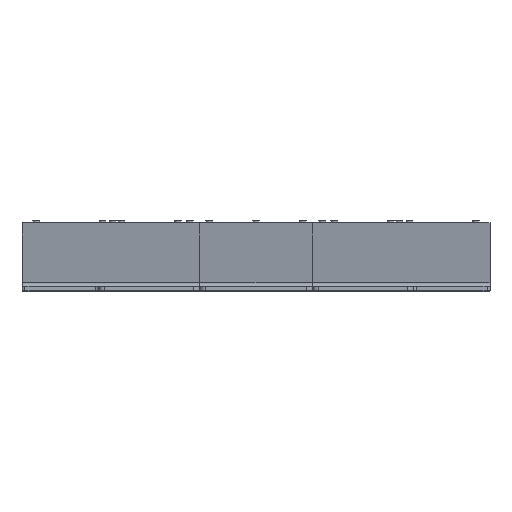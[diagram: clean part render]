
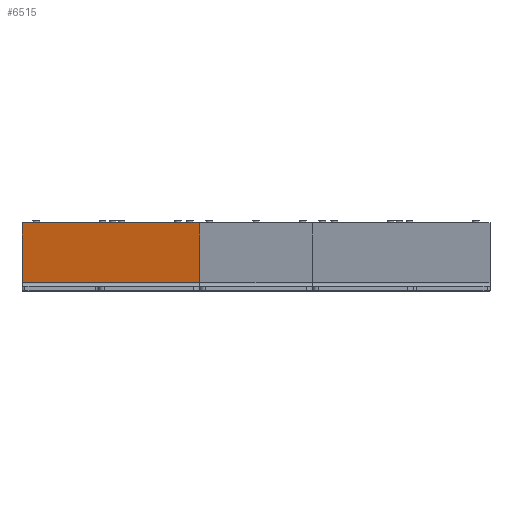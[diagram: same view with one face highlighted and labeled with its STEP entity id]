
A CAD part, left-side view. The second image highlights one B-rep face of the part: STEP entity #6515.
In plain terms, the highlighted planar face has unit normal (-0.985, 0, -0.174).
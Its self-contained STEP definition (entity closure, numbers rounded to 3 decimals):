
#500=PLANE('',#7058);
#688=FACE_OUTER_BOUND('',#1126,.T.);
#1126=EDGE_LOOP('',(#4686,#4687,#4688,#4689));
#1563=LINE('',#9664,#2003);
#1570=LINE('',#9683,#2010);
#1594=LINE('',#10264,#2034);
#1600=LINE('',#10281,#2040);
#2003=VECTOR('',#7830,10.);
#2010=VECTOR('',#7845,10.);
#2034=VECTOR('',#7949,10.);
#2040=VECTOR('',#7973,10.);
#2804=VERTEX_POINT('',#9661);
#2805=VERTEX_POINT('',#9663);
#2813=VERTEX_POINT('',#9681);
#2851=VERTEX_POINT('',#10263);
#3426=EDGE_CURVE('',#2804,#2805,#1563,.T.);
#3436=EDGE_CURVE('',#2813,#2804,#1570,.T.);
#3509=EDGE_CURVE('',#2805,#2851,#1594,.T.);
#3518=EDGE_CURVE('',#2851,#2813,#1600,.T.);
#4686=ORIENTED_EDGE('',*,*,#3436,.F.);
#4687=ORIENTED_EDGE('',*,*,#3518,.F.);
#4688=ORIENTED_EDGE('',*,*,#3509,.F.);
#4689=ORIENTED_EDGE('',*,*,#3426,.F.);
#6515=ADVANCED_FACE('',(#688),#500,.F.);
#7058=AXIS2_PLACEMENT_3D('',#10282,#7974,#7975);
#7830=DIRECTION('',(0.174,0.,-0.985));
#7845=DIRECTION('',(0.,-1.,0.));
#7949=DIRECTION('',(0.,1.,0.));
#7973=DIRECTION('',(-0.174,0.,0.985));
#7974=DIRECTION('center_axis',(0.985,0.,0.174));
#7975=DIRECTION('ref_axis',(0.174,0.,-0.985));
#9661=CARTESIAN_POINT('',(18.102,-178.,68.6));
#9663=CARTESIAN_POINT('',(28.766,-178.,8.121));
#9664=CARTESIAN_POINT('',(22.262,-178.,45.004));
#9681=CARTESIAN_POINT('',(18.102,1.25,68.6));
#9683=CARTESIAN_POINT('',(18.102,-174.988,68.6));
#10263=CARTESIAN_POINT('',(28.766,1.25,8.121));
#10264=CARTESIAN_POINT('',(28.766,-195.25,8.121));
#10281=CARTESIAN_POINT('',(22.638,1.25,42.877));
#10282=CARTESIAN_POINT('Origin',(20.5,-235.,55.));
